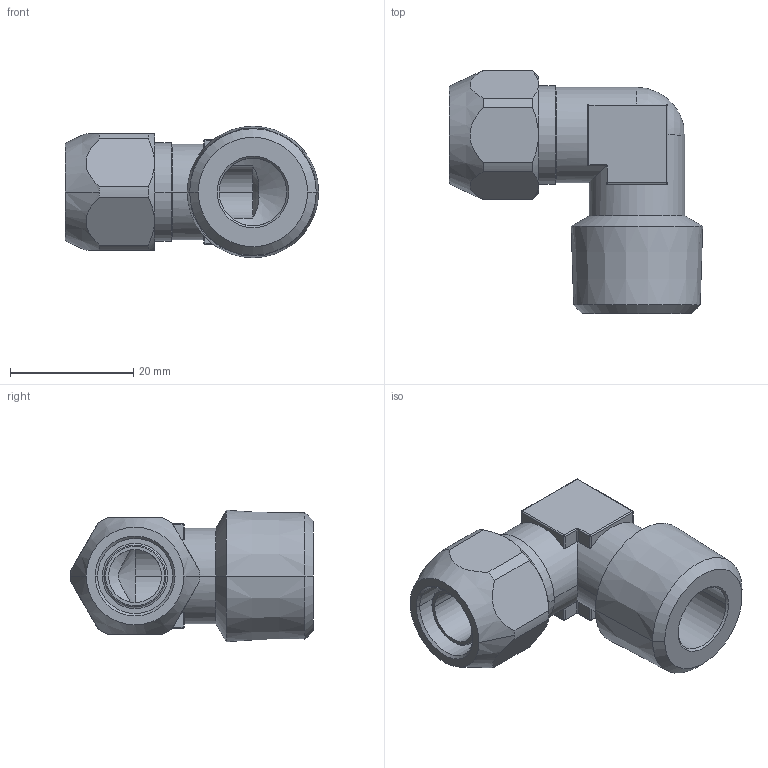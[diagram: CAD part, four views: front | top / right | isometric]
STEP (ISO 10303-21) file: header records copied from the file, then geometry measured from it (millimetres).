
FILE_DESCRIPTION(( 'CX.13.12.12.stp' ), '1');
FILE_NAME( 'CX.13.12.12.stp', '2018-09-04T16:08:33',( 'Sopra'),('sopra-pneumatic.com'), 'SwSTEP 2.0','SolidWorks 2009','' );
FILE_SCHEMA(('CONFIG_CONTROL_DESIGN'));
Length unit declared in the file: millimetre
Products named in the file (1): 361044B_150X4-12-10-1-2K
Bounding box: 41.19 x 39.5 x 21.37 mm (x, y, z)
Volume: 10476.1 mm3; surface area: 6390.4 mm2
Topology: 1 solids, 1 shells, 108 faces, 250 edges, 146 vertices
Faces by surface type: cylinder 44, plane 25, cone 22, sphere 11, torus 6
Entity records: 3244 total; most frequent: CARTESIAN_POINT 756, DIRECTION 540, ORIENTED_EDGE 498, EDGE_CURVE 249, AXIS2_PLACEMENT_3D 222, VERTEX_POINT 146, CIRCLE 114, EDGE_LOOP 113
